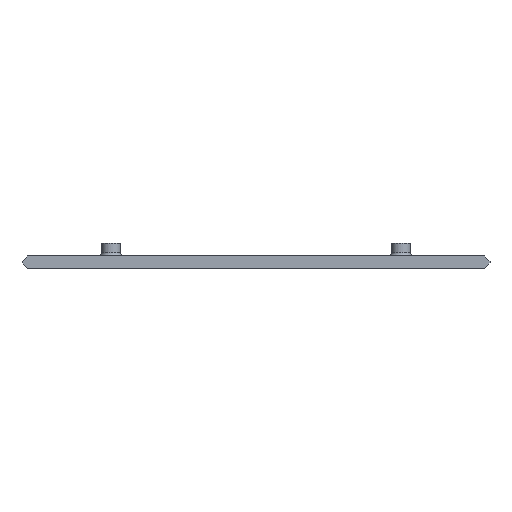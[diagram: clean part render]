
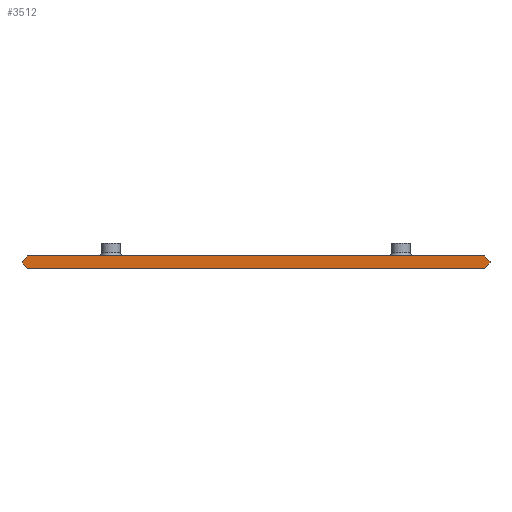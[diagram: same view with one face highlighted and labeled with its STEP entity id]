
A CAD part, front view. The second image highlights one B-rep face of the part: STEP entity #3512.
In plain terms, the highlighted planar face has unit normal (0, -1, 0).
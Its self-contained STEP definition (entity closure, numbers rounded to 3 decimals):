
#292=FACE_OUTER_BOUND('',#495,.T.);
#495=EDGE_LOOP('',(#3027,#3028,#3029,#3030,#3031,#3032,#3033,#3034));
#540=LINE('',#4605,#990);
#543=LINE('',#4610,#993);
#545=LINE('',#4614,#995);
#547=LINE('',#4618,#997);
#974=LINE('',#5541,#1424);
#975=LINE('',#5543,#1425);
#976=LINE('',#5545,#1426);
#977=LINE('',#5546,#1427);
#990=VECTOR('',#3746,10.);
#993=VECTOR('',#3751,10.);
#995=VECTOR('',#3755,10.);
#997=VECTOR('',#3759,10.);
#1424=VECTOR('',#4568,10.);
#1425=VECTOR('',#4569,10.);
#1426=VECTOR('',#4570,10.);
#1427=VECTOR('',#4571,10.);
#1439=VERTEX_POINT('',#4602);
#1440=VERTEX_POINT('',#4604);
#1441=VERTEX_POINT('',#4608);
#1442=VERTEX_POINT('',#4612);
#1443=VERTEX_POINT('',#4616);
#1748=VERTEX_POINT('',#5540);
#1749=VERTEX_POINT('',#5542);
#1750=VERTEX_POINT('',#5544);
#1760=EDGE_CURVE('',#1440,#1439,#540,.T.);
#1763=EDGE_CURVE('',#1439,#1441,#543,.T.);
#1765=EDGE_CURVE('',#1441,#1442,#545,.T.);
#1767=EDGE_CURVE('',#1442,#1443,#547,.T.);
#2226=EDGE_CURVE('',#1443,#1748,#974,.T.);
#2227=EDGE_CURVE('',#1748,#1749,#975,.T.);
#2228=EDGE_CURVE('',#1749,#1750,#976,.T.);
#2229=EDGE_CURVE('',#1750,#1440,#977,.T.);
#3027=ORIENTED_EDGE('',*,*,#1767,.T.);
#3028=ORIENTED_EDGE('',*,*,#2226,.T.);
#3029=ORIENTED_EDGE('',*,*,#2227,.T.);
#3030=ORIENTED_EDGE('',*,*,#2228,.T.);
#3031=ORIENTED_EDGE('',*,*,#2229,.T.);
#3032=ORIENTED_EDGE('',*,*,#1760,.T.);
#3033=ORIENTED_EDGE('',*,*,#1763,.T.);
#3034=ORIENTED_EDGE('',*,*,#1765,.T.);
#3344=PLANE('',#3726);
#3512=ADVANCED_FACE('',(#292),#3344,.T.);
#3726=AXIS2_PLACEMENT_3D('',#5539,#4566,#4567);
#3746=DIRECTION('',(0.707,0.,0.707));
#3751=DIRECTION('',(0.,0.,1.));
#3755=DIRECTION('',(-0.707,0.,0.707));
#3759=DIRECTION('',(-1.,0.,0.));
#4566=DIRECTION('center_axis',(0.,-1.,0.));
#4567=DIRECTION('ref_axis',(0.,0.,-1.));
#4568=DIRECTION('',(-0.707,0.,-0.707));
#4569=DIRECTION('',(0.,0.,-1.));
#4570=DIRECTION('',(0.707,0.,-0.707));
#4571=DIRECTION('',(1.,0.,0.));
#4602=CARTESIAN_POINT('',(74.3,-15.,-0.2));
#4604=CARTESIAN_POINT('',(72.5,-15.,-2.));
#4605=CARTESIAN_POINT('',(74.3,-15.,-0.2));
#4608=CARTESIAN_POINT('',(74.3,-15.,0.2));
#4610=CARTESIAN_POINT('',(74.3,-15.,0.2));
#4612=CARTESIAN_POINT('',(72.5,-15.,2.));
#4614=CARTESIAN_POINT('',(72.5,-15.,2.));
#4616=CARTESIAN_POINT('',(-72.5,-15.,2.));
#4618=CARTESIAN_POINT('',(-72.5,-15.,2.));
#5539=CARTESIAN_POINT('Origin',(0.,-15.,0.));
#5540=CARTESIAN_POINT('',(-74.3,-15.,0.2));
#5541=CARTESIAN_POINT('',(-72.5,-15.,2.));
#5542=CARTESIAN_POINT('',(-74.3,-15.,-0.2));
#5543=CARTESIAN_POINT('',(-74.3,-15.,0.));
#5544=CARTESIAN_POINT('',(-72.5,-15.,-2.));
#5545=CARTESIAN_POINT('',(-74.3,-15.,-0.2));
#5546=CARTESIAN_POINT('',(72.5,-15.,-2.));
